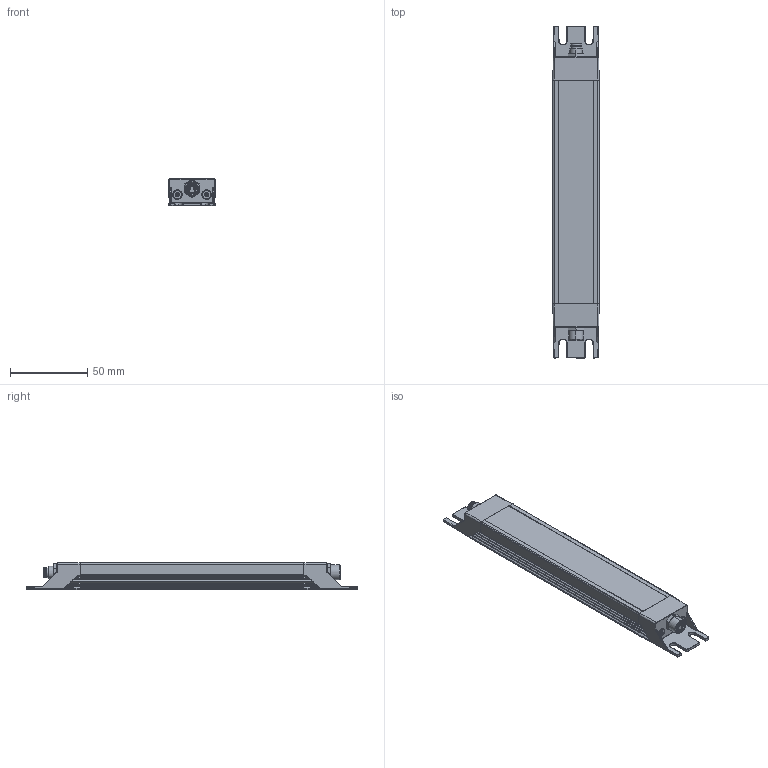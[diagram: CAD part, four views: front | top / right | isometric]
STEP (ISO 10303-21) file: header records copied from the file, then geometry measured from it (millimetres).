
FILE_DESCRIPTION(('CATIA V5 STEP Exchange','CAx-IF Rec.Pracs.--- Model Styling and Organization---1.4--- 2014-01-23'),'2;1');
FILE_NAME ('1483082-1_0', '2022-11-10T06:57:39+00:00', ('none'), ('Weidmueller'), 'CATIA Version 5-6 Release 2016 SP3 HF44', 'CATIA V5 STEP AP214', 'none');
FILE_SCHEMA(('AUTOMOTIVE_DESIGN { 1 0 10303 214 1 1 1 1 }'));
Length unit declared in the file: millimetre
Products named in the file (1): 2900160000
Bounding box: 30 x 215 x 17.5 mm (x, y, z)
Volume: 85576.7 mm3; surface area: 27716.3 mm2
Topology: 5 solids, 5 shells, 691 faces, 1852 edges, 1140 vertices
Faces by surface type: cylinder 302, plane 183, cone 98, sphere 56, bspline 28, torus 24
Entity records: 22019 total; most frequent: CARTESIAN_POINT 7118, ORIENTED_EDGE 3576, DIRECTION 2358, EDGE_CURVE 1688, VERTEX_POINT 1080, AXIS2_PLACEMENT_3D 1053, EDGE_LOOP 726, VECTOR 706
